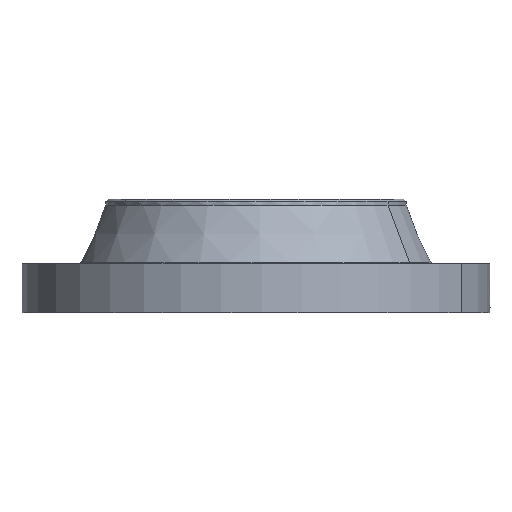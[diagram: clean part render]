
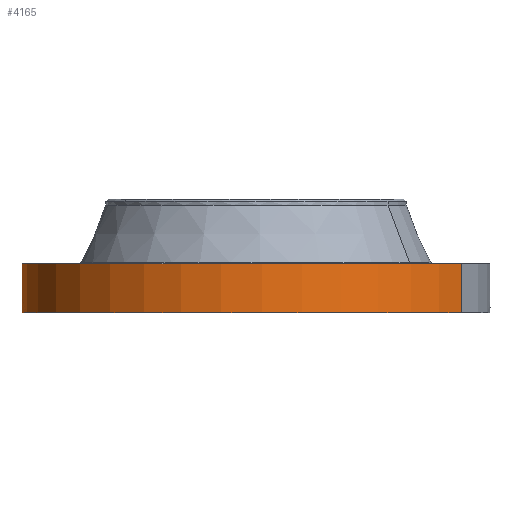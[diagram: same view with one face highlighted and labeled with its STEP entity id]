
A CAD part, left-side view. The second image highlights one B-rep face of the part: STEP entity #4165.
In plain terms, the highlighted cylindrical face has radius 355.6 mm (diameter 711.2 mm), a partial arc.
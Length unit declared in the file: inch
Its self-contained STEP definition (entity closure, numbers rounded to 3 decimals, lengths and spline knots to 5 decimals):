
#2927=AXIS2_PLACEMENT_3D('Circle Axis2P3D',#2925,#2926,$) ;
#4051=AXIS2_PLACEMENT_3D('Cylinder Axis2P3D',#4048,#4049,#4050) ;
#4055=AXIS2_PLACEMENT_3D('Circle Axis2P3D',#4053,#4054,$) ;
#2920=CARTESIAN_POINT('Vertex',(6.71196,12.28616,2.932)) ;
#2922=CARTESIAN_POINT('Vertex',(-6.71196,-12.28616,2.932)) ;
#2925=CARTESIAN_POINT('Axis2P3D Location',(0.,0.,2.932)) ;
#4048=CARTESIAN_POINT('Axis2P3D Location',(0.,0.,3.406)) ;
#4053=CARTESIAN_POINT('Axis2P3D Location',(0.,0.,0.)) ;
#4057=CARTESIAN_POINT('Vertex',(-6.71196,-12.28616,0.)) ;
#4059=CARTESIAN_POINT('Vertex',(6.71196,12.28616,0.)) ;
#4062=CARTESIAN_POINT('Line Origine',(-6.71196,-12.28616,1.466)) ;
#4067=CARTESIAN_POINT('Line Origine',(6.71196,12.28616,1.466)) ;
#4079=CARTESIAN_POINT('Control Point',(-0.00072,14.,1.10412)) ;
#4080=CARTESIAN_POINT('Control Point',(-0.01908,14.,1.10408)) ;
#4081=CARTESIAN_POINT('Control Point',(-0.03743,13.99996,1.10261)) ;
#4082=CARTESIAN_POINT('Control Point',(-0.05556,13.99989,1.09973)) ;
#4083=CARTESIAN_POINT('Vertex',(-0.00072,14.,1.10412)) ;
#4085=CARTESIAN_POINT('Vertex',(-0.05555,13.99989,1.09973)) ;
#4089=CARTESIAN_POINT('Control Point',(-0.05555,13.99989,1.09973)) ;
#4090=CARTESIAN_POINT('Control Point',(-0.09589,13.99973,1.09527)) ;
#4091=CARTESIAN_POINT('Control Point',(-0.13558,13.99939,1.08346)) ;
#4092=CARTESIAN_POINT('Control Point',(-0.17212,13.99894,1.0651)) ;
#4093=CARTESIAN_POINT('Vertex',(-0.17212,13.99894,1.0651)) ;
#4097=CARTESIAN_POINT('Control Point',(-0.03092,13.99997,0.34118)) ;
#4098=CARTESIAN_POINT('Control Point',(-0.10017,13.99981,0.34995)) ;
#4099=CARTESIAN_POINT('Control Point',(-0.16708,13.99924,0.37414)) ;
#4100=CARTESIAN_POINT('Control Point',(-0.22686,13.9983,0.41295)) ;
#4101=CARTESIAN_POINT('Control Point',(-0.29941,13.99686,0.48699)) ;
#4102=CARTESIAN_POINT('Control Point',(-0.34425,13.99578,0.5773)) ;
#4103=CARTESIAN_POINT('Control Point',(-0.35571,13.99548,0.60801)) ;
#4104=CARTESIAN_POINT('Control Point',(-0.37423,13.995,0.67929)) ;
#4105=CARTESIAN_POINT('Control Point',(-0.3759,13.99495,0.75261)) ;
#4106=CARTESIAN_POINT('Control Point',(-0.37152,13.99507,0.79322)) ;
#4107=CARTESIAN_POINT('Control Point',(-0.34904,13.99567,0.88572)) ;
#4108=CARTESIAN_POINT('Control Point',(-0.29957,13.99684,0.96712)) ;
#4109=CARTESIAN_POINT('Control Point',(-0.26304,13.99762,1.00807)) ;
#4110=CARTESIAN_POINT('Control Point',(-0.21978,13.99836,1.04117)) ;
#4111=CARTESIAN_POINT('Control Point',(-0.17212,13.99894,1.0651)) ;
#4112=CARTESIAN_POINT('Vertex',(-0.03092,13.99997,0.34118)) ;
#4116=CARTESIAN_POINT('Control Point',(-0.03092,13.99997,0.34118)) ;
#4117=CARTESIAN_POINT('Control Point',(-0.02061,13.99999,0.34087)) ;
#4118=CARTESIAN_POINT('Control Point',(-0.01029,14.,0.34094)) ;
#4119=CARTESIAN_POINT('Control Point',(0.,14.,0.34137)) ;
#4120=CARTESIAN_POINT('Vertex',(0.,14.,0.34137)) ;
#4124=CARTESIAN_POINT('Control Point',(0.1927,13.99867,0.39727)) ;
#4125=CARTESIAN_POINT('Control Point',(0.14904,13.99927,0.37196)) ;
#4126=CARTESIAN_POINT('Control Point',(0.10112,13.99975,0.35375)) ;
#4127=CARTESIAN_POINT('Control Point',(0.05081,14.,0.34353)) ;
#4128=CARTESIAN_POINT('Control Point',(0.,14.,0.34137)) ;
#4129=CARTESIAN_POINT('Vertex',(0.1927,13.99867,0.39727)) ;
#4133=CARTESIAN_POINT('Control Point',(0.1927,13.99867,0.39727)) ;
#4134=CARTESIAN_POINT('Control Point',(0.24959,13.99789,0.43024)) ;
#4135=CARTESIAN_POINT('Control Point',(0.29974,13.99691,0.47453)) ;
#4136=CARTESIAN_POINT('Control Point',(0.34002,13.99591,0.52859)) ;
#4137=CARTESIAN_POINT('Control Point',(0.3844,13.99473,0.62672)) ;
#4138=CARTESIAN_POINT('Control Point',(0.39309,13.99448,0.73201)) ;
#4139=CARTESIAN_POINT('Control Point',(0.39101,13.99454,0.77214)) ;
#4140=CARTESIAN_POINT('Control Point',(0.37692,13.99494,0.84701)) ;
#4141=CARTESIAN_POINT('Control Point',(0.34486,13.99577,0.91542)) ;
#4142=CARTESIAN_POINT('Control Point',(0.32582,13.99623,0.94584)) ;
#4143=CARTESIAN_POINT('Control Point',(0.26402,13.99762,1.02245)) ;
#4144=CARTESIAN_POINT('Control Point',(0.18076,13.999,1.07555)) ;
#4145=CARTESIAN_POINT('Control Point',(0.12181,13.99967,1.09766)) ;
#4146=CARTESIAN_POINT('Control Point',(0.06042,14.,1.10712)) ;
#4147=CARTESIAN_POINT('Control Point',(-0.00003,14.,1.10415)) ;
#4148=CARTESIAN_POINT('Vertex',(-0.00003,14.,1.10415)) ;
#4152=CARTESIAN_POINT('Control Point',(-0.00072,14.,1.10412)) ;
#4153=CARTESIAN_POINT('Control Point',(-0.00037,14.,1.10414)) ;
#4154=CARTESIAN_POINT('Control Point',(-0.00003,14.,1.10415)) ;
#2926=DIRECTION('Axis2P3D Direction',(0.,0.,-0.039)) ;
#4049=DIRECTION('Axis2P3D Direction',(0.,0.,-0.039)) ;
#4050=DIRECTION('Axis2P3D XDirection',(0.019,0.035,0.)) ;
#4054=DIRECTION('Axis2P3D Direction',(0.,0.,-0.039)) ;
#4063=DIRECTION('Vector Direction',(0.,0.,-0.039)) ;
#4068=DIRECTION('Vector Direction',(0.,0.,-0.039)) ;
#4064=VECTOR('Line Direction',#4063,0.03937) ;
#4069=VECTOR('Line Direction',#4068,0.03937) ;
#4073=ORIENTED_EDGE('',*,*,#4061,.F.) ;
#4074=ORIENTED_EDGE('',*,*,#4066,.T.) ;
#4075=ORIENTED_EDGE('',*,*,#2929,.T.) ;
#4076=ORIENTED_EDGE('',*,*,#4071,.F.) ;
#4157=ORIENTED_EDGE('',*,*,#4087,.T.) ;
#4158=ORIENTED_EDGE('',*,*,#4095,.T.) ;
#4159=ORIENTED_EDGE('',*,*,#4114,.F.) ;
#4160=ORIENTED_EDGE('',*,*,#4122,.T.) ;
#4161=ORIENTED_EDGE('',*,*,#4131,.F.) ;
#4162=ORIENTED_EDGE('',*,*,#4150,.T.) ;
#4163=ORIENTED_EDGE('',*,*,#4155,.F.) ;
#4164=FACE_BOUND('',#4156,.T.) ;
#4165=ADVANCED_FACE('PartBody',(#4077,#4164),#4052,.T.) ;
#4078=B_SPLINE_CURVE_WITH_KNOTS('',3,(#4079,#4080,#4081,#4082),.UNSPECIFIED.,.F.,.U.,(4,4),(34.61652,36.65335),.UNSPECIFIED.) ;
#4088=B_SPLINE_CURVE_WITH_KNOTS('',3,(#4089,#4090,#4091,#4092),.UNSPECIFIED.,.F.,.U.,(4,4),(0.,4.56032),.UNSPECIFIED.) ;
#4096=B_SPLINE_CURVE_WITH_KNOTS('',5,(#4097,#4098,#4099,#4100,#4101,#4102,#4103,#4104,#4105,#4106,#4107,#4108,#4109,#4110,#4111),.UNSPECIFIED.,.F.,.U.,(6,3,3,3,6),(0.,12.13011,17.98573,25.3557,35.26694),.UNSPECIFIED.) ;
#4115=B_SPLINE_CURVE_WITH_KNOTS('',3,(#4116,#4117,#4118,#4119),.UNSPECIFIED.,.F.,.U.,(4,4),(0.,1.0757),.UNSPECIFIED.) ;
#4123=B_SPLINE_CURVE_WITH_KNOTS('',4,(#4124,#4125,#4126,#4127,#4128),.UNSPECIFIED.,.F.,.U.,(5,5),(0.,7.07963),.UNSPECIFIED.) ;
#4132=B_SPLINE_CURVE_WITH_KNOTS('',5,(#4133,#4134,#4135,#4136,#4137,#4138,#4139,#4140,#4141,#4142,#4143,#4144,#4145,#4146,#4147),.UNSPECIFIED.,.F.,.U.,(6,3,3,3,6),(0.,11.52794,18.59436,25.00814,36.30702),.UNSPECIFIED.) ;
#4151=B_SPLINE_CURVE_WITH_KNOTS('',2,(#4152,#4153,#4154),.UNSPECIFIED.,.F.,.U.,(3,3),(1.02463,1.05043),.UNSPECIFIED.) ;
#2928=CIRCLE('generated circle',#2927,14.) ;
#4056=CIRCLE('generated circle',#4055,14.) ;
#4052=CYLINDRICAL_SURFACE('generated cylinder',#4051,14.) ;
#2929=EDGE_CURVE('',#2923,#2921,#2928,.T.) ;
#4061=EDGE_CURVE('',#4058,#4060,#4056,.T.) ;
#4066=EDGE_CURVE('',#4058,#2923,#4065,.F.) ;
#4071=EDGE_CURVE('',#4060,#2921,#4070,.F.) ;
#4087=EDGE_CURVE('',#4084,#4086,#4078,.T.) ;
#4095=EDGE_CURVE('',#4086,#4094,#4088,.T.) ;
#4114=EDGE_CURVE('',#4113,#4094,#4096,.T.) ;
#4122=EDGE_CURVE('',#4113,#4121,#4115,.T.) ;
#4131=EDGE_CURVE('',#4130,#4121,#4123,.T.) ;
#4150=EDGE_CURVE('',#4130,#4149,#4132,.T.) ;
#4155=EDGE_CURVE('',#4084,#4149,#4151,.T.) ;
#4072=EDGE_LOOP('',(#4073,#4074,#4075,#4076)) ;
#4156=EDGE_LOOP('',(#4157,#4158,#4159,#4160,#4161,#4162,#4163)) ;
#4077=FACE_OUTER_BOUND('',#4072,.T.) ;
#4065=LINE('Line',#4062,#4064) ;
#4070=LINE('Line',#4067,#4069) ;
#2921=VERTEX_POINT('',#2920) ;
#2923=VERTEX_POINT('',#2922) ;
#4058=VERTEX_POINT('',#4057) ;
#4060=VERTEX_POINT('',#4059) ;
#4084=VERTEX_POINT('',#4083) ;
#4086=VERTEX_POINT('',#4085) ;
#4094=VERTEX_POINT('',#4093) ;
#4113=VERTEX_POINT('',#4112) ;
#4121=VERTEX_POINT('',#4120) ;
#4130=VERTEX_POINT('',#4129) ;
#4149=VERTEX_POINT('',#4148) ;
